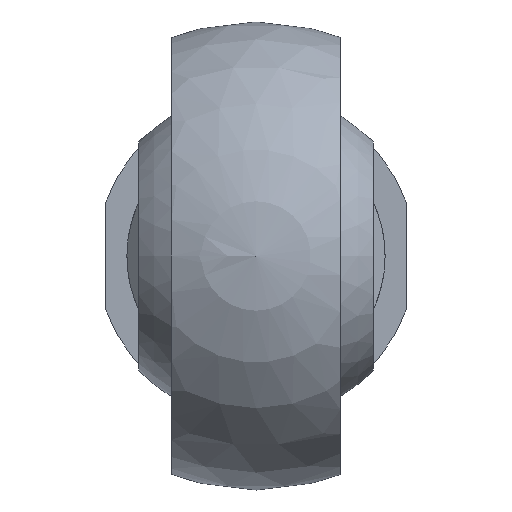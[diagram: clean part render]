
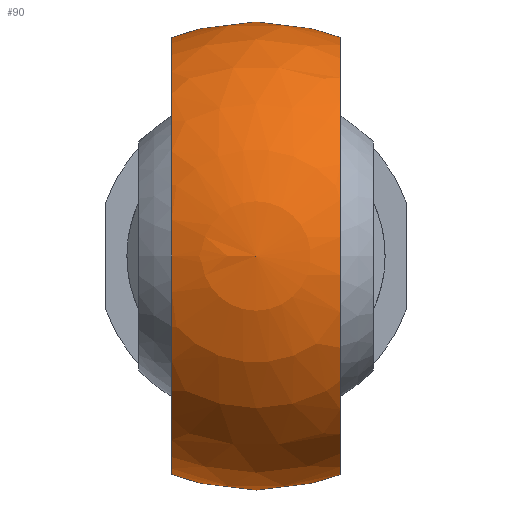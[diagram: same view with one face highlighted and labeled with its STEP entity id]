
A CAD part, left-side view. The second image highlights one B-rep face of the part: STEP entity #90.
In plain terms, the highlighted spherical face has radius 25 mm.
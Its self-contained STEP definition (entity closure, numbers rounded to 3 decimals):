
#90 = ADVANCED_FACE( '', ( #191, #192 ), #193, .T. );
#191 = FACE_BOUND( '', #286, .T. );
#192 = FACE_OUTER_BOUND( '', #287, .T. );
#193 = SPHERICAL_SURFACE( '', #288, 25. );
#286 = VERTEX_LOOP( '', #456 );
#287 = EDGE_LOOP( '', ( #457, #458, #459, #460 ) );
#288 = AXIS2_PLACEMENT_3D( '', #461, #462, #463 );
#456 = VERTEX_POINT( '', #543 );
#457 = ORIENTED_EDGE( '', *, *, #497, .F. );
#458 = ORIENTED_EDGE( '', *, *, #534, .T. );
#459 = ORIENTED_EDGE( '', *, *, #494, .F. );
#460 = ORIENTED_EDGE( '', *, *, #526, .T. );
#461 = CARTESIAN_POINT( '', ( 0., 0., 0. ) );
#462 = DIRECTION( '', ( 1., 0., 0. ) );
#463 = DIRECTION( '', ( 0., 1., 0. ) );
#494 = EDGE_CURVE( '', #571, #567, #573, .T. );
#497 = EDGE_CURVE( '', #575, #578, #579, .T. );
#526 = EDGE_CURVE( '', #571, #578, #623, .F. );
#534 = EDGE_CURVE( '', #575, #567, #632, .F. );
#543 = CARTESIAN_POINT( '', ( -25., 0., 0. ) );
#567 = VERTEX_POINT( '', #667 );
#571 = VERTEX_POINT( '', #678 );
#573 = CIRCLE( '', #687, 21.358 );
#575 = VERTEX_POINT( '', #689 );
#578 = VERTEX_POINT( '', #699 );
#579 = CIRCLE( '', #700, 21.358 );
#623 = CIRCLE( '', #758, 23.324 );
#632 = CIRCLE( '', #770, 23.324 );
#667 = CARTESIAN_POINT( '', ( 12.993, -9., 19.37 ) );
#678 = CARTESIAN_POINT( '', ( 12.993, 9., 19.37 ) );
#687 = AXIS2_PLACEMENT_3D( '', #807, #808, #809 );
#689 = CARTESIAN_POINT( '', ( 12.993, -9., -19.37 ) );
#699 = CARTESIAN_POINT( '', ( 12.993, 9., -19.37 ) );
#700 = AXIS2_PLACEMENT_3D( '', #810, #811, #812 );
#758 = AXIS2_PLACEMENT_3D( '', #853, #854, #855 );
#770 = AXIS2_PLACEMENT_3D( '', #862, #863, #864 );
#807 = CARTESIAN_POINT( '', ( 12.993, 0., 0. ) );
#808 = DIRECTION( '', ( 1., 0., 0. ) );
#809 = DIRECTION( '', ( 0., 0., -1. ) );
#810 = CARTESIAN_POINT( '', ( 12.993, 0., 0. ) );
#811 = DIRECTION( '', ( 1., 0., 0. ) );
#812 = DIRECTION( '', ( 0., 0., -1. ) );
#853 = CARTESIAN_POINT( '', ( 0., 9., 0. ) );
#854 = DIRECTION( '', ( 0., 1., 0. ) );
#855 = DIRECTION( '', ( 0., 0., 1. ) );
#862 = CARTESIAN_POINT( '', ( 0., -9., 0. ) );
#863 = DIRECTION( '', ( 0., -1., 0. ) );
#864 = DIRECTION( '', ( 0., 0., -1. ) );
